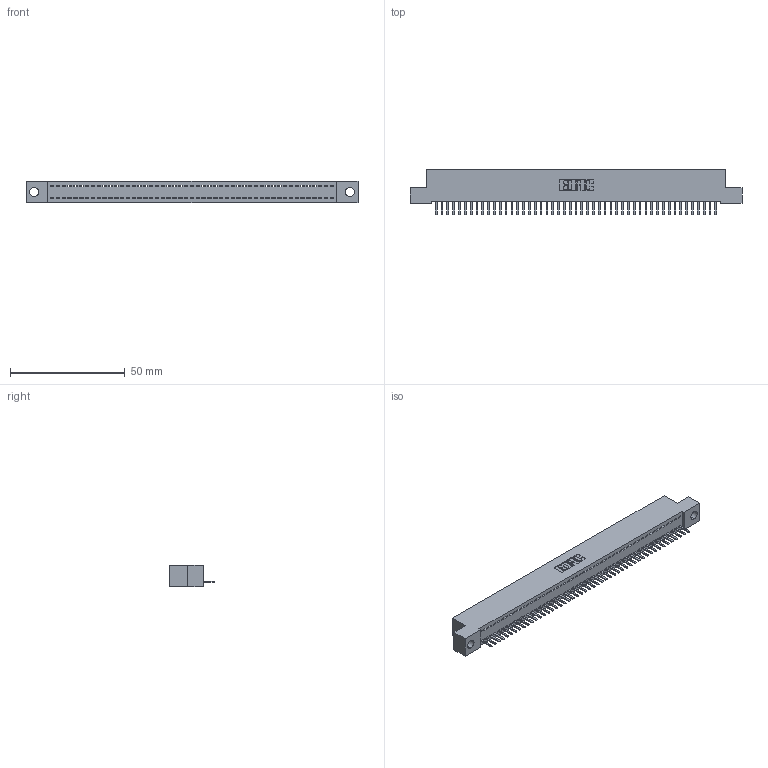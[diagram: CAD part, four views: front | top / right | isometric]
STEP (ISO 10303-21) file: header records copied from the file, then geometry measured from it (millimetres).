
FILE_DESCRIPTION (( 'STEP AP203' ), '1' );
FILE_NAME ('392-049-520-104.STEP', '2019-10-08T01:40:58', ( '' ), ( '' ), 'SwSTEP 2.0', 'SolidWorks 2016', '' );
FILE_SCHEMA (( 'CONFIG_CONTROL_DESIGN' ));
Length unit declared in the file: inch
Products named in the file (3): 342 Part_.156 TH; 345-292-001_345-293-120; 392-049-520-104
Assembly tree (50 placements, depth 2):
  392-049-520-104
    342 Part_.156 TH
    345-292-001_345-293-120  x49
Bounding box: 144.78 x 20.02 x 9.4 mm (x, y, z)
Volume: 12492.1 mm3; surface area: 17842.8 mm2
Topology: 50 solids, 50 shells, 3148 faces, 9315 edges, 6078 vertices
Faces by surface type: plane 2222, cylinder 926
Entity records: 29035 total; most frequent: CARTESIAN_POINT 5025, ORIENTED_EDGE 4998, DIRECTION 4213, EDGE_CURVE 2499, VECTOR 2367, LINE 2367, VERTEX_POINT 1662, AXIS2_PLACEMENT_3D 923
